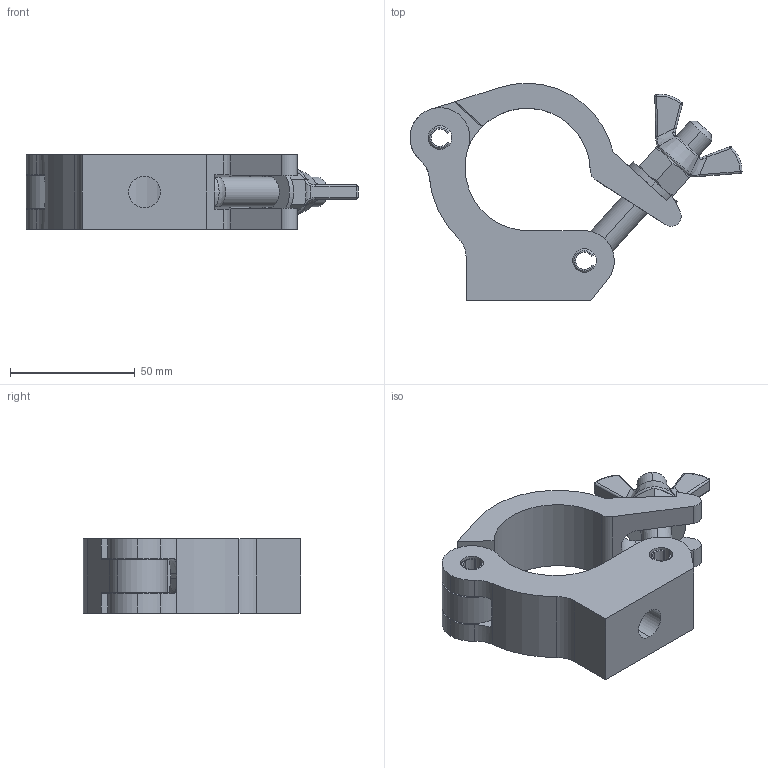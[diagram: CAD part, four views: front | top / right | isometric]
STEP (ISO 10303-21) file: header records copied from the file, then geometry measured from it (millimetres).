
FILE_DESCRIPTION (( 'STEP AP203' ), '1' );
FILE_NAME ('T58781.STEP', '2018-08-13T08:03:49', ( '' ), ( '' ), 'SwSTEP 2.0', 'SolidWorks 2016', '' );
FILE_SCHEMA (( 'CONFIG_CONTROL_DESIGN' ));
Length unit declared in the file: millimetre
Products named in the file (11): TH157_TH213; T58781; TH348_TH349; TH566; TH2040_30MM WIDE; TH2001_TH2001 - 30MM WIDE; T78000; Hex Nut Style 1 GradeAB_Doughty Fastners_Hexagon Nut ISO - 4032 - M12 - D - S; F791; F883_DIN 315-M12-GT-C-N; A Washer_Bright washer BS 4320 - M12 (Form A)
Assembly tree (11 placements, depth 3):
  T58781
    TH348_TH349
      TH2040_30MM WIDE
    TH157_TH213
      TH2001_TH2001 - 30MM WIDE
    T78000
      TH566
      A Washer_Bright washer BS 4320 - M12 (Form A)
      Hex Nut Style 1 GradeAB_Doughty Fastners_Hexagon Nut ISO - 4032 - M12 - D - S
      F883_DIN 315-M12-GT-C-N
    F791  x2
Bounding box: 133.03 x 87.08 x 29.9 mm (x, y, z)
Volume: 102681.4 mm3; surface area: 38047.2 mm2
Topology: 8 solids, 8 shells, 275 faces, 656 edges, 388 vertices
Faces by surface type: cylinder 99, cone 64, plane 63, bspline 30, sphere 11, torus 8
Entity records: 9315 total; most frequent: CARTESIAN_POINT 2254, DIRECTION 1281, ORIENTED_EDGE 1214, EDGE_CURVE 607, AXIS2_PLACEMENT_3D 519, VERTEX_POINT 362, EDGE_LOOP 279, CIRCLE 273
